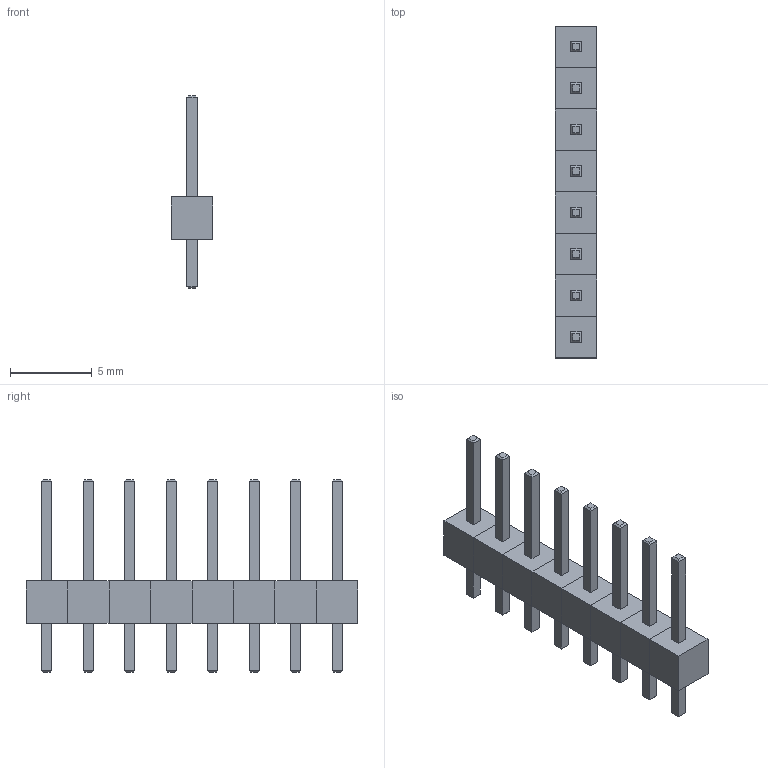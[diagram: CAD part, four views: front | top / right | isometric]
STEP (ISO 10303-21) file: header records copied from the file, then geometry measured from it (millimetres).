
FILE_DESCRIPTION(('STEP AP214'), '1');
FILE_NAME('SNP346-7VP21-1', '2019-07-09T08:19:54', ('UNSPECIFIED'), ('UNSPECIFIED'), 'ASCON STEP Converter 1.3', 'ASCON Math Kernel', '');
FILE_SCHEMA(('AUTOMOTIVE_DESIGN { 1 0 10303 214 3 1 1}'));
Length unit declared in the file: millimetre
Assembly tree (8 placements, depth 2):
  (unnamed)
    (unnamed)  x8
Bounding box: 2.54 x 20.32 x 11.8 mm (x, y, z)
Volume: 162.3 mm3; surface area: 494.5 mm2
Topology: 8 solids, 8 shells, 192 faces, 417 edges, 258 vertices
Faces by surface type: plane 192
Entity records: 1107 total; most frequent: DIRECTION 119, CARTESIAN_POINT 118, ORIENTED_EDGE 104, LINE 53, VECTOR 53, EDGE_CURVE 52, AXIS2_PLACEMENT_3D 33, VERTEX_POINT 32
